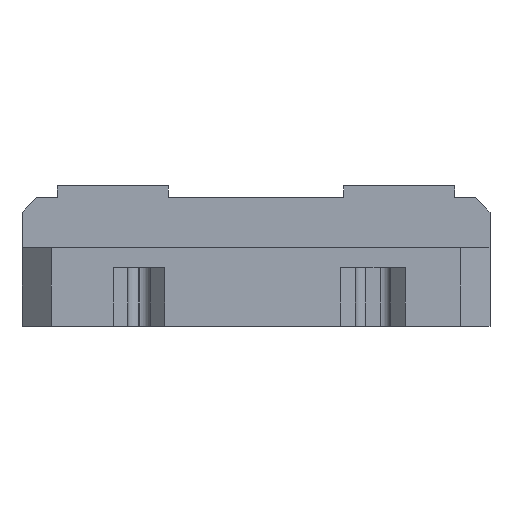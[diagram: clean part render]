
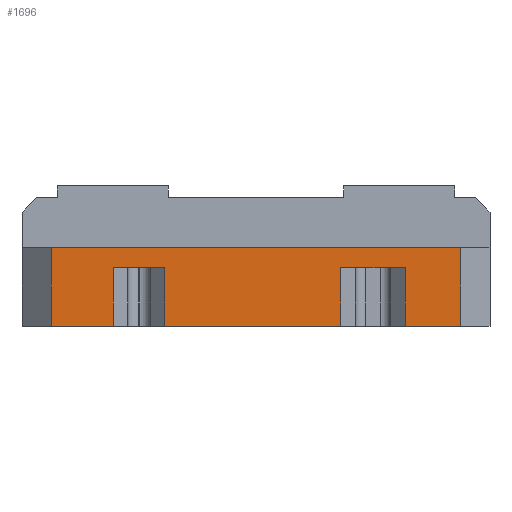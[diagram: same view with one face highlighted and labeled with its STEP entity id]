
A CAD part, front view. The second image highlights one B-rep face of the part: STEP entity #1696.
In plain terms, the highlighted planar face has unit normal (0, -1, 0).
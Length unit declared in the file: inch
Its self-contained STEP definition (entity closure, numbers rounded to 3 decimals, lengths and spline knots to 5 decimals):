
#204=FACE_OUTER_BOUND('',#288,.T.);
#288=EDGE_LOOP('',(#1157,#1158,#1159,#1160,#1161,#1162,#1163,#1164,#1165,
#1166,#1167,#1168));
#410=LINE('',#2468,#576);
#411=LINE('',#2471,#577);
#412=LINE('',#2473,#578);
#413=LINE('',#2475,#579);
#414=LINE('',#2477,#580);
#415=LINE('',#2479,#581);
#416=LINE('',#2481,#582);
#417=LINE('',#2483,#583);
#418=LINE('',#2485,#584);
#419=LINE('',#2487,#585);
#420=LINE('',#2489,#586);
#421=LINE('',#2490,#587);
#576=VECTOR('',#1970,0.3937);
#577=VECTOR('',#1973,0.3937);
#578=VECTOR('',#1974,0.3937);
#579=VECTOR('',#1975,0.3937);
#580=VECTOR('',#1976,0.3937);
#581=VECTOR('',#1977,0.3937);
#582=VECTOR('',#1978,0.3937);
#583=VECTOR('',#1979,0.3937);
#584=VECTOR('',#1980,0.3937);
#585=VECTOR('',#1981,0.3937);
#586=VECTOR('',#1982,0.3937);
#587=VECTOR('',#1983,0.3937);
#739=VERTEX_POINT('',#2461);
#742=VERTEX_POINT('',#2466);
#743=VERTEX_POINT('',#2470);
#744=VERTEX_POINT('',#2472);
#745=VERTEX_POINT('',#2474);
#746=VERTEX_POINT('',#2476);
#747=VERTEX_POINT('',#2478);
#748=VERTEX_POINT('',#2480);
#749=VERTEX_POINT('',#2482);
#750=VERTEX_POINT('',#2484);
#751=VERTEX_POINT('',#2486);
#752=VERTEX_POINT('',#2488);
#910=EDGE_CURVE('',#742,#739,#410,.T.);
#911=EDGE_CURVE('',#743,#742,#411,.T.);
#912=EDGE_CURVE('',#744,#743,#412,.T.);
#913=EDGE_CURVE('',#744,#745,#413,.T.);
#914=EDGE_CURVE('',#746,#745,#414,.T.);
#915=EDGE_CURVE('',#746,#747,#415,.T.);
#916=EDGE_CURVE('',#748,#747,#416,.T.);
#917=EDGE_CURVE('',#748,#749,#417,.T.);
#918=EDGE_CURVE('',#750,#749,#418,.T.);
#919=EDGE_CURVE('',#750,#751,#419,.T.);
#920=EDGE_CURVE('',#752,#751,#420,.T.);
#921=EDGE_CURVE('',#752,#739,#421,.T.);
#1157=ORIENTED_EDGE('',*,*,#910,.F.);
#1158=ORIENTED_EDGE('',*,*,#911,.F.);
#1159=ORIENTED_EDGE('',*,*,#912,.F.);
#1160=ORIENTED_EDGE('',*,*,#913,.T.);
#1161=ORIENTED_EDGE('',*,*,#914,.F.);
#1162=ORIENTED_EDGE('',*,*,#915,.T.);
#1163=ORIENTED_EDGE('',*,*,#916,.F.);
#1164=ORIENTED_EDGE('',*,*,#917,.T.);
#1165=ORIENTED_EDGE('',*,*,#918,.F.);
#1166=ORIENTED_EDGE('',*,*,#919,.T.);
#1167=ORIENTED_EDGE('',*,*,#920,.F.);
#1168=ORIENTED_EDGE('',*,*,#921,.T.);
#1646=PLANE('',#1800);
#1696=ADVANCED_FACE('',(#204),#1646,.T.);
#1800=AXIS2_PLACEMENT_3D('',#2469,#1971,#1972);
#1970=DIRECTION('',(0.,0.,-1.));
#1971=DIRECTION('center_axis',(0.,-1.,0.));
#1972=DIRECTION('ref_axis',(0.,0.,-1.));
#1973=DIRECTION('',(1.,0.,0.));
#1974=DIRECTION('',(0.,0.,1.));
#1975=DIRECTION('',(1.,0.,0.));
#1976=DIRECTION('',(0.,0.,-1.));
#1977=DIRECTION('',(1.,0.,0.));
#1978=DIRECTION('',(0.,0.,1.));
#1979=DIRECTION('',(1.,0.,0.));
#1980=DIRECTION('',(0.,0.,-1.));
#1981=DIRECTION('',(1.,0.,0.));
#1982=DIRECTION('',(0.,0.,1.));
#1983=DIRECTION('',(1.,0.,0.));
#2461=CARTESIAN_POINT('',(1.75,-6.59732,-0.335));
#2466=CARTESIAN_POINT('',(1.75,-6.59732,0.335));
#2468=CARTESIAN_POINT('',(1.75,-6.59732,0.4425));
#2469=CARTESIAN_POINT('Origin',(0.,-6.59732,0.335));
#2470=CARTESIAN_POINT('',(-1.75,-6.59732,0.335));
#2471=CARTESIAN_POINT('',(0.,-6.59732,0.335));
#2472=CARTESIAN_POINT('',(-1.75,-6.59732,-0.335));
#2473=CARTESIAN_POINT('',(-1.75,-6.59732,0.4425));
#2474=CARTESIAN_POINT('',(-1.22,-6.59732,-0.335));
#2475=CARTESIAN_POINT('',(0.,-6.59732,-0.335));
#2476=CARTESIAN_POINT('',(-1.22,-6.59732,0.165));
#2477=CARTESIAN_POINT('',(-1.22,-6.59732,0.));
#2478=CARTESIAN_POINT('',(-0.78,-6.59732,0.165));
#2479=CARTESIAN_POINT('',(-0.5,-6.59732,0.165));
#2480=CARTESIAN_POINT('',(-0.78,-6.59732,-0.335));
#2481=CARTESIAN_POINT('',(-0.78,-6.59732,0.));
#2482=CARTESIAN_POINT('',(0.725,-6.59732,-0.335));
#2483=CARTESIAN_POINT('',(0.,-6.59732,-0.335));
#2484=CARTESIAN_POINT('',(0.725,-6.59732,0.165));
#2485=CARTESIAN_POINT('',(0.725,-6.59732,0.));
#2486=CARTESIAN_POINT('',(1.275,-6.59732,0.165));
#2487=CARTESIAN_POINT('',(0.5,-6.59732,0.165));
#2488=CARTESIAN_POINT('',(1.275,-6.59732,-0.335));
#2489=CARTESIAN_POINT('',(1.275,-6.59732,0.));
#2490=CARTESIAN_POINT('',(0.,-6.59732,-0.335));
